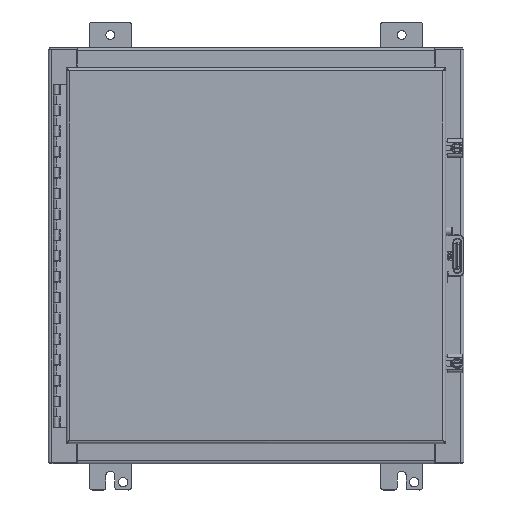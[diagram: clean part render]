
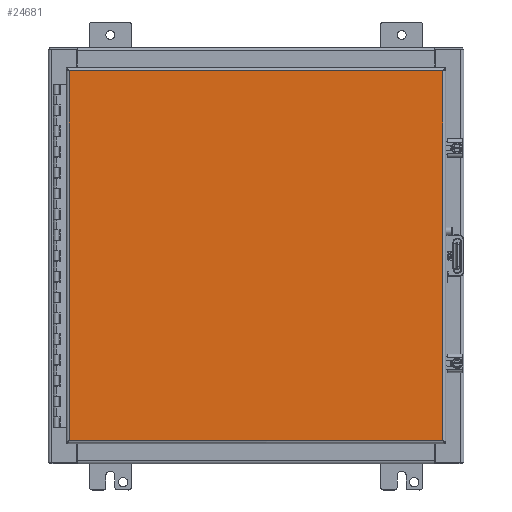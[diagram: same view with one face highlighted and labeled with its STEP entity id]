
A CAD part, top view. The second image highlights one B-rep face of the part: STEP entity #24681.
In plain terms, the highlighted planar face has unit normal (0, 0, -1).
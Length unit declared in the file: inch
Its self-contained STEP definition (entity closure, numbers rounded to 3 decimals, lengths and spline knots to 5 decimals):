
#1222 = CARTESIAN_POINT ( 'NONE',  ( -8.98, -9.03138, 4.073 ) ) ;
#7129 = CARTESIAN_POINT ( 'NONE',  ( 8.98, -9.03138, 4.073 ) ) ;
#19229 = VECTOR ( 'NONE', #44983, 39.37008 ) ;
#19690 = DIRECTION ( 'NONE',  ( 0., 0., 1. ) ) ;
#24681 = ADVANCED_FACE ( 'NONE', ( #70641 ), #84829, .F. ) ;
#32492 = EDGE_CURVE ( 'NONE', #51292, #45417, #137343, .T. ) ;
#35771 = LINE ( 'NONE', #45841, #120709 ) ;
#36008 = CARTESIAN_POINT ( 'NONE',  ( -8.98, -8.88637, 4.073 ) ) ;
#36393 = VECTOR ( 'NONE', #128164, 39.37008 ) ;
#44060 = CARTESIAN_POINT ( 'NONE',  ( -8.98, 8.88638, 4.073 ) ) ;
#44983 = DIRECTION ( 'NONE',  ( 1., 0., 0. ) ) ;
#45417 = VERTEX_POINT ( 'NONE', #152371 ) ;
#45841 = CARTESIAN_POINT ( 'NONE',  ( 9.125, -8.88637, 4.073 ) ) ;
#48819 = DIRECTION ( 'NONE',  ( 0., -1., 0. ) ) ;
#51292 = VERTEX_POINT ( 'NONE', #78857 ) ;
#57501 = CARTESIAN_POINT ( 'NONE',  ( 9.125, 8.88637, 4.073 ) ) ;
#58344 = ORIENTED_EDGE ( 'NONE', *, *, #109503, .T. ) ;
#61656 = EDGE_CURVE ( 'NONE', #45417, #122249, #35771, .T. ) ;
#63074 = EDGE_CURVE ( 'NONE', #119785, #51292, #159396, .T. ) ;
#70641 = FACE_OUTER_BOUND ( 'NONE', #70921, .T. ) ;
#70921 = EDGE_LOOP ( 'NONE', ( #58344, #112631, #147334, #159635 ) ) ;
#78857 = CARTESIAN_POINT ( 'NONE',  ( 8.98, 8.88638, 4.073 ) ) ;
#83164 = CARTESIAN_POINT ( 'NONE',  ( 9.125, -9.03138, 4.073 ) ) ;
#84829 = PLANE ( 'NONE',  #160847 ) ;
#109503 = EDGE_CURVE ( 'NONE', #122249, #119785, #115655, .T. ) ;
#112631 = ORIENTED_EDGE ( 'NONE', *, *, #63074, .T. ) ;
#115655 = LINE ( 'NONE', #1222, #36393 ) ;
#119785 = VERTEX_POINT ( 'NONE', #44060 ) ;
#120709 = VECTOR ( 'NONE', #161888, 39.37008 ) ;
#122249 = VERTEX_POINT ( 'NONE', #36008 ) ;
#128164 = DIRECTION ( 'NONE',  ( 0., 1., 0. ) ) ;
#137343 = LINE ( 'NONE', #7129, #142883 ) ;
#142883 = VECTOR ( 'NONE', #48819, 39.37008 ) ;
#147334 = ORIENTED_EDGE ( 'NONE', *, *, #32492, .T. ) ;
#149068 = DIRECTION ( 'NONE',  ( -1., 0., 0. ) ) ;
#152371 = CARTESIAN_POINT ( 'NONE',  ( 8.98, -8.88637, 4.073 ) ) ;
#159396 = LINE ( 'NONE', #57501, #19229 ) ;
#159635 = ORIENTED_EDGE ( 'NONE', *, *, #61656, .T. ) ;
#160847 = AXIS2_PLACEMENT_3D ( 'NONE', #83164, #19690, #149068 ) ;
#161888 = DIRECTION ( 'NONE',  ( -1., 0., 0. ) ) ;
